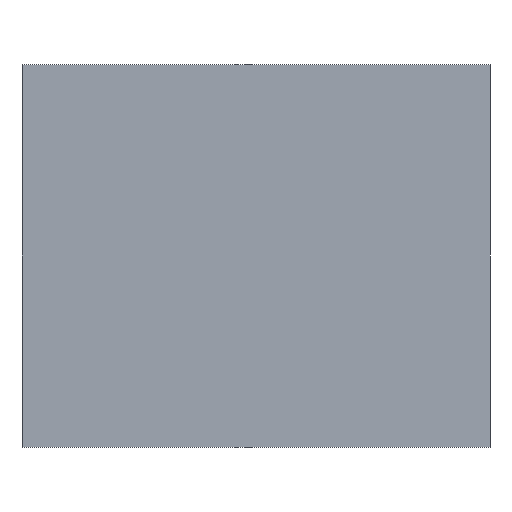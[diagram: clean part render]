
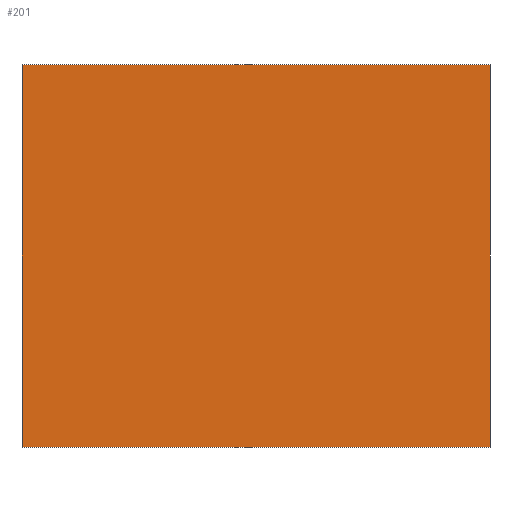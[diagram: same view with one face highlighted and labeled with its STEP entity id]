
A CAD part, front view. The second image highlights one B-rep face of the part: STEP entity #201.
In plain terms, the highlighted planar face has unit normal (0, -1, 0).
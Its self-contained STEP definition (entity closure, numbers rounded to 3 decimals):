
#7 = DIRECTION ( 'NONE',  ( 1., 0., 0. ) ) ;
#34 = CARTESIAN_POINT ( 'NONE',  ( -275., -0.75, 225. ) ) ;
#35 = DIRECTION ( 'NONE',  ( 0., 0., 1. ) ) ;
#40 = EDGE_CURVE ( 'NONE', #189, #226, #291, .T. ) ;
#42 = VECTOR ( 'NONE', #252, 1000. ) ;
#46 = LINE ( 'NONE', #113, #158 ) ;
#49 = VERTEX_POINT ( 'NONE', #229 ) ;
#60 = CARTESIAN_POINT ( 'NONE',  ( -275., -0.75, -225. ) ) ;
#64 = CARTESIAN_POINT ( 'NONE',  ( -275., -0.75, 225. ) ) ;
#71 = DIRECTION ( 'NONE',  ( -1., 0., 0. ) ) ;
#81 = LINE ( 'NONE', #34, #140 ) ;
#104 = PLANE ( 'NONE',  #294 ) ;
#113 = CARTESIAN_POINT ( 'NONE',  ( -275., -0.75, -225. ) ) ;
#125 = ORIENTED_EDGE ( 'NONE', *, *, #171, .F. ) ;
#129 = CARTESIAN_POINT ( 'NONE',  ( 275., -0.75, 225. ) ) ;
#140 = VECTOR ( 'NONE', #7, 1000. ) ;
#151 = CARTESIAN_POINT ( 'NONE',  ( -275., -0.75, 225. ) ) ;
#158 = VECTOR ( 'NONE', #71, 1000. ) ;
#162 = VECTOR ( 'NONE', #35, 1000. ) ;
#169 = ORIENTED_EDGE ( 'NONE', *, *, #308, .F. ) ;
#171 = EDGE_CURVE ( 'NONE', #226, #261, #81, .T. ) ;
#172 = DIRECTION ( 'NONE',  ( 0., 0., -1. ) ) ;
#174 = CARTESIAN_POINT ( 'NONE',  ( 275., -0.75, -225. ) ) ;
#175 = FACE_OUTER_BOUND ( 'NONE', #265, .T. ) ;
#189 = VERTEX_POINT ( 'NONE', #60 ) ;
#201 = ADVANCED_FACE ( 'NONE', ( #175 ), #104, .T. ) ;
#204 = ORIENTED_EDGE ( 'NONE', *, *, #40, .F. ) ;
#226 = VERTEX_POINT ( 'NONE', #151 ) ;
#227 = DIRECTION ( 'NONE',  ( 0., -1., 0. ) ) ;
#229 = CARTESIAN_POINT ( 'NONE',  ( 275., -0.75, -225. ) ) ;
#238 = LINE ( 'NONE', #277, #42 ) ;
#252 = DIRECTION ( 'NONE',  ( 0., 0., -1. ) ) ;
#254 = ORIENTED_EDGE ( 'NONE', *, *, #264, .F. ) ;
#261 = VERTEX_POINT ( 'NONE', #129 ) ;
#264 = EDGE_CURVE ( 'NONE', #261, #49, #238, .T. ) ;
#265 = EDGE_LOOP ( 'NONE', ( #254, #125, #204, #169 ) ) ;
#277 = CARTESIAN_POINT ( 'NONE',  ( 275., -0.75, 225. ) ) ;
#291 = LINE ( 'NONE', #64, #162 ) ;
#294 = AXIS2_PLACEMENT_3D ( 'NONE', #174, #227, #172 ) ;
#308 = EDGE_CURVE ( 'NONE', #49, #189, #46, .T. ) ;
